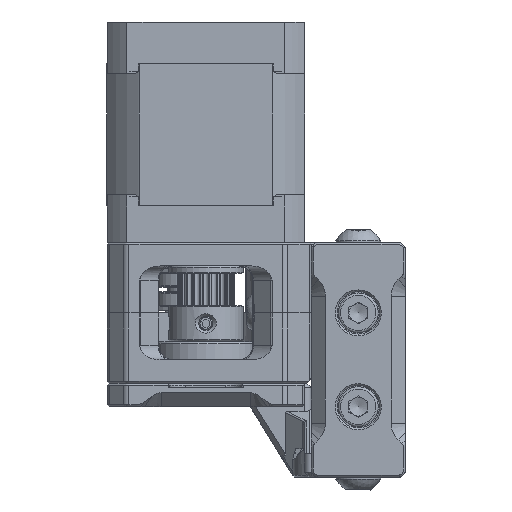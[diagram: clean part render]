
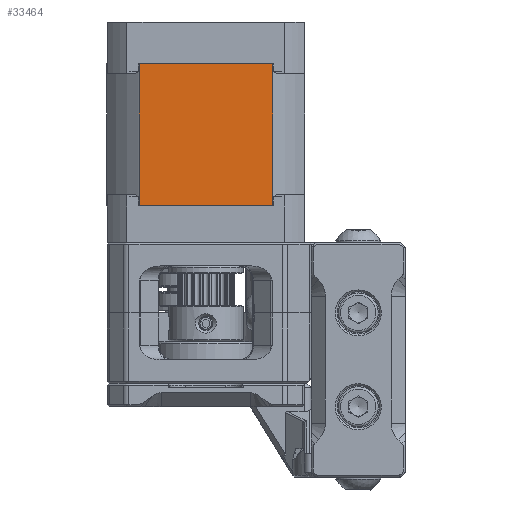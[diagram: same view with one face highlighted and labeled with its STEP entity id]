
A CAD part, front view. The second image highlights one B-rep face of the part: STEP entity #33464.
In plain terms, the highlighted planar face has unit normal (0, -1, 0).
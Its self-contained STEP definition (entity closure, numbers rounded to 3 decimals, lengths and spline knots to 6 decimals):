
#3667=LINE('',#60530,#6047);
#3673=LINE('',#60556,#6053);
#3685=LINE('',#60595,#6065);
#3687=LINE('',#60599,#6067);
#3689=LINE('',#60605,#6069);
#3753=LINE('',#60818,#6133);
#3754=LINE('',#60824,#6134);
#3755=LINE('',#60828,#6135);
#3757=LINE('',#60835,#6137);
#3759=LINE('',#60840,#6139);
#3760=LINE('',#60842,#6140);
#3764=LINE('',#60903,#6144);
#6047=VECTOR('',#45774,1.);
#6053=VECTOR('',#45802,1.);
#6065=VECTOR('',#45842,1.);
#6067=VECTOR('',#45846,1.);
#6069=VECTOR('',#45852,1.);
#6133=VECTOR('',#46072,1.);
#6134=VECTOR('',#46079,1.);
#6135=VECTOR('',#46084,1.);
#6137=VECTOR('',#46090,1.);
#6139=VECTOR('',#46096,1.);
#6140=VECTOR('',#46099,1.);
#6144=VECTOR('',#46183,1.);
#13237=ORIENTED_EDGE('',*,*,#19232,.T.);
#13238=ORIENTED_EDGE('',*,*,#19234,.T.);
#13239=ORIENTED_EDGE('',*,*,#19241,.T.);
#13240=ORIENTED_EDGE('',*,*,#19229,.T.);
#13241=ORIENTED_EDGE('',*,*,#19240,.T.);
#13242=ORIENTED_EDGE('',*,*,#19237,.T.);
#13243=ORIENTED_EDGE('',*,*,#19263,.T.);
#13244=ORIENTED_EDGE('',*,*,#19125,.T.);
#13245=ORIENTED_EDGE('',*,*,#19122,.F.);
#13246=ORIENTED_EDGE('',*,*,#19100,.F.);
#13247=ORIENTED_EDGE('',*,*,#19087,.F.);
#13248=ORIENTED_EDGE('',*,*,#19120,.T.);
#19087=EDGE_CURVE('',#22705,#22706,#3667,.T.);
#19100=EDGE_CURVE('',#22706,#22715,#3673,.T.);
#19120=EDGE_CURVE('',#22705,#22727,#3685,.T.);
#19122=EDGE_CURVE('',#22715,#22729,#3687,.T.);
#19125=EDGE_CURVE('',#22731,#22729,#3689,.T.);
#19229=EDGE_CURVE('',#22802,#22801,#3753,.T.);
#19232=EDGE_CURVE('',#22727,#22803,#3754,.T.);
#19234=EDGE_CURVE('',#22803,#22804,#3755,.T.);
#19237=EDGE_CURVE('',#22808,#22807,#3757,.T.);
#19240=EDGE_CURVE('',#22801,#22808,#3759,.T.);
#19241=EDGE_CURVE('',#22804,#22802,#3760,.T.);
#19263=EDGE_CURVE('',#22807,#22731,#3764,.T.);
#22705=VERTEX_POINT('',#60529);
#22706=VERTEX_POINT('',#60531);
#22715=VERTEX_POINT('',#60557);
#22727=VERTEX_POINT('',#60594);
#22729=VERTEX_POINT('',#60600);
#22731=VERTEX_POINT('',#60606);
#22801=VERTEX_POINT('',#60817);
#22802=VERTEX_POINT('',#60819);
#22803=VERTEX_POINT('',#60823);
#22804=VERTEX_POINT('',#60827);
#22807=VERTEX_POINT('',#60834);
#22808=VERTEX_POINT('',#60836);
#27270=EDGE_LOOP('',(#13237,#13238,#13239,#13240,#13241,#13242,#13243,#13244,
#13245,#13246,#13247,#13248));
#30049=FACE_BOUND('',#27270,.T.);
#31709=PLANE('',#37990);
#33464=ADVANCED_FACE('',(#30049),#31709,.T.);
#37990=AXIS2_PLACEMENT_3D('',#60902,#46181,#46182);
#45774=DIRECTION('',(-1.,0.,0.));
#45802=DIRECTION('',(0.,0.,1.));
#45842=DIRECTION('',(0.,0.,-1.));
#45846=DIRECTION('',(1.,0.,0.));
#45852=DIRECTION('',(0.,0.,-1.));
#46072=DIRECTION('',(0.,0.,1.));
#46079=DIRECTION('',(1.,0.,0.));
#46084=DIRECTION('',(0.,0.,1.));
#46090=DIRECTION('',(0.,0.,1.));
#46096=DIRECTION('',(-1.,0.,0.));
#46099=DIRECTION('',(1.,0.,0.));
#46181=DIRECTION('',(0.,-1.,0.));
#46182=DIRECTION('',(0.,0.,1.));
#46183=DIRECTION('',(-1.,0.,0.));
#60529=CARTESIAN_POINT('',(0.152594,-0.2276,0.0229));
#60530=CARTESIAN_POINT('',(0.175478,-0.2276,0.0229));
#60531=CARTESIAN_POINT('',(0.14687,-0.2276,0.0229));
#60556=CARTESIAN_POINT('',(0.14687,-0.2276,0.0229));
#60557=CARTESIAN_POINT('',(0.14687,-0.2276,0.0531));
#60594=CARTESIAN_POINT('',(0.152594,-0.2276,0.0228));
#60595=CARTESIAN_POINT('',(0.152594,-0.2276,0.0229));
#60599=CARTESIAN_POINT('',(0.169605,-0.2276,0.0531));
#60600=CARTESIAN_POINT('',(0.152594,-0.2276,0.0531));
#60605=CARTESIAN_POINT('',(0.152594,-0.2276,0.0229));
#60606=CARTESIAN_POINT('',(0.152594,-0.2276,0.0532));
#60817=CARTESIAN_POINT('',(0.17533,-0.2276,0.0531));
#60818=CARTESIAN_POINT('',(0.17533,-0.2276,0.0229));
#60819=CARTESIAN_POINT('',(0.17533,-0.2276,0.0229));
#60823=CARTESIAN_POINT('',(0.169606,-0.2276,0.0228));
#60824=CARTESIAN_POINT('',(0.152594,-0.2276,0.0228));
#60827=CARTESIAN_POINT('',(0.169606,-0.2276,0.0229));
#60828=CARTESIAN_POINT('',(0.169606,-0.2276,0.0228));
#60834=CARTESIAN_POINT('',(0.169606,-0.2276,0.0532));
#60835=CARTESIAN_POINT('',(0.169606,-0.2276,0.0229));
#60836=CARTESIAN_POINT('',(0.169606,-0.2276,0.0531));
#60840=CARTESIAN_POINT('',(0.17533,-0.2276,0.0531));
#60842=CARTESIAN_POINT('',(0.169606,-0.2276,0.0229));
#60902=CARTESIAN_POINT('',(0.175331,-0.2276,0.022799));
#60903=CARTESIAN_POINT('',(0.169606,-0.2276,0.0532));
